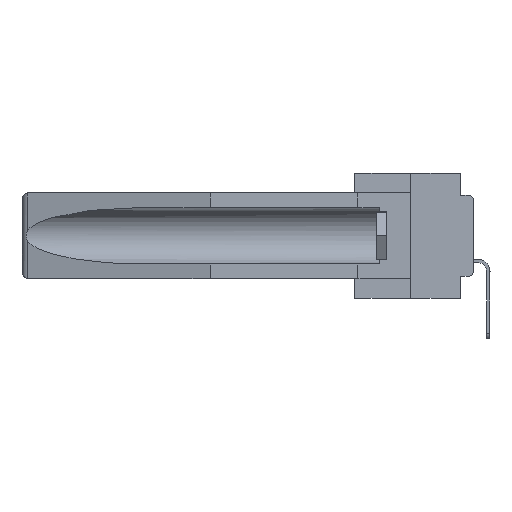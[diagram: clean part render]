
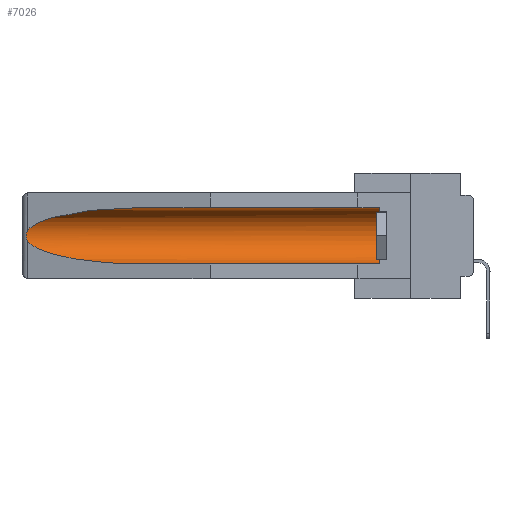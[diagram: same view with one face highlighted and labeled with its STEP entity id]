
A CAD part, left-side view. The second image highlights one B-rep face of the part: STEP entity #7026.
In plain terms, the highlighted cylindrical face has radius 2.857 mm (diameter 5.715 mm), a partial arc.
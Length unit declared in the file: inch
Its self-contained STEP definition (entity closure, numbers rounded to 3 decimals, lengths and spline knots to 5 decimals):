
#72 = VERTEX_POINT ( 'NONE', #18360 ) ;
#245 = CARTESIAN_POINT ( 'NONE',  ( 0.26537, 1.52718, -0.14972 ) ) ;
#1278 = ORIENTED_EDGE ( 'NONE', *, *, #11776, .T. ) ;
#2468 = CARTESIAN_POINT ( 'NONE',  ( 0.26655, 1.53094, -0.18657 ) ) ;
#2796 = CARTESIAN_POINT ( 'NONE',  ( 0.155, -0.30754, -0.284 ) ) ;
#3447 = DIRECTION ( 'NONE',  ( 0., 1., 0. ) ) ;
#3900 = CARTESIAN_POINT ( 'NONE',  ( 0.21114, 1.30732, -0.059 ) ) ;
#4150 = CARTESIAN_POINT ( 'NONE',  ( 0.155, 1.07973, -0.284 ) ) ;
#4696 = CARTESIAN_POINT ( 'NONE',  ( 0.2673, 1.53269, -0.17917 ) ) ;
#4723 = CARTESIAN_POINT ( 'NONE',  ( 0.26537, 1.52718, -0.14972 ) ) ;
#5009 = AXIS2_PLACEMENT_3D ( 'NONE', #17619, #22655, #27526 ) ;
#5283 = AXIS2_PLACEMENT_3D ( 'NONE', #20381, #3447, #25102 ) ;
#5353 = CARTESIAN_POINT ( 'NONE',  ( 0.155, 0.126, -0.284 ) ) ;
#6678 = CARTESIAN_POINT ( 'NONE',  ( 0.25451, 1.48313, -0.24835 ) ) ;
#7026 = ADVANCED_FACE ( 'NONE', ( #29983 ), #27460, .F. ) ;
#9364 = CARTESIAN_POINT ( 'NONE',  ( 0.21114, 1.30732, -0.284 ) ) ;
#9447 = CARTESIAN_POINT ( 'NONE',  ( 0.26597, 1.52961, -0.15275 ) ) ;
#9993 = VERTEX_POINT ( 'NONE', #19530 ) ;
#10058 = DIRECTION ( 'NONE',  ( 0., 1., 0. ) ) ;
#10472 = CARTESIAN_POINT ( 'NONE',  ( 0.26537, 1.52718, -0.14972 ) ) ;
#10984 = ORIENTED_EDGE ( 'NONE', *, *, #29921, .T. ) ;
#11155 = CARTESIAN_POINT ( 'NONE',  ( 0.155, 1.07973, -0.059 ) ) ;
#11493 = EDGE_CURVE ( 'NONE', #26137, #72, #18770, .T. ) ;
#11776 = EDGE_CURVE ( 'NONE', #9993, #21985, #30402, .T. ) ;
#11802 = ORIENTED_EDGE ( 'NONE', *, *, #31223, .T. ) ;
#12286 = LINE ( 'NONE', #2796, #15183 ) ;
#12300 =( BOUNDED_CURVE ( )  B_SPLINE_CURVE ( 3, ( #25542, #3900, #22340, #10472 ),
 .UNSPECIFIED., .F., .T. ) 
 B_SPLINE_CURVE_WITH_KNOTS ( ( 4, 4 ),
 ( 4.71239, 6.08839 ),
 .UNSPECIFIED. ) 
 CURVE ( )  GEOMETRIC_REPRESENTATION_ITEM ( )  RATIONAL_B_SPLINE_CURVE ( ( 1., 0.848, 0.848, 1. ) ) 
 REPRESENTATION_ITEM ( '' )  );
#12554 = VERTEX_POINT ( 'NONE', #19953 ) ;
#13822 = DIRECTION ( 'NONE',  ( 0., 1., 0. ) ) ;
#14340 = CARTESIAN_POINT ( 'NONE',  ( 0.2675, 1.53308, -0.17534 ) ) ;
#14606 = EDGE_CURVE ( 'NONE', #17296, #12554, #12286, .T. ) ;
#15183 = VECTOR ( 'NONE', #10058, 39.37008 ) ;
#16092 = ORIENTED_EDGE ( 'NONE', *, *, #11493, .T. ) ;
#17296 = VERTEX_POINT ( 'NONE', #5353 ) ;
#17619 = CARTESIAN_POINT ( 'NONE',  ( 0.155, 0.126, -0.1715 ) ) ;
#18360 = CARTESIAN_POINT ( 'NONE',  ( 0.26537, 1.52718, -0.19328 ) ) ;
#18770 = B_SPLINE_CURVE_WITH_KNOTS ( 'NONE', 3,
 ( #245, #9447, #26490, #23668, #23824, #14340, #4696, #2468, #28868, #28713 ),
 .UNSPECIFIED., .F., .F.,
 ( 4, 2, 2, 2, 4 ),
 ( 0., 0.00029, 0.00058, 0.00087, 0.00117 ),
 .UNSPECIFIED. ) ;
#19530 = CARTESIAN_POINT ( 'NONE',  ( 0.155, 0.126, -0.059 ) ) ;
#19953 = CARTESIAN_POINT ( 'NONE',  ( 0.155, 1.07973, -0.284 ) ) ;
#20381 = CARTESIAN_POINT ( 'NONE',  ( 0.155, -0.30754, -0.1715 ) ) ;
#20691 = ORIENTED_EDGE ( 'NONE', *, *, #14606, .F. ) ;
#21985 = VERTEX_POINT ( 'NONE', #11155 ) ;
#22340 = CARTESIAN_POINT ( 'NONE',  ( 0.25451, 1.48313, -0.09465 ) ) ;
#22494 = EDGE_LOOP ( 'NONE', ( #27070, #16092, #11802, #20691, #10984, #1278 ) ) ;
#22655 = DIRECTION ( 'NONE',  ( 0., -1., 0. ) ) ;
#23668 = CARTESIAN_POINT ( 'NONE',  ( 0.2673, 1.5327, -0.16383 ) ) ;
#23824 = CARTESIAN_POINT ( 'NONE',  ( 0.2675, 1.53308, -0.16763 ) ) ;
#24571 = VECTOR ( 'NONE', #13822, 39.37008 ) ;
#25102 = DIRECTION ( 'NONE',  ( 0., 0., 1. ) ) ;
#25195 = CIRCLE ( 'NONE', #5009, 0.1125 ) ;
#25198 =( BOUNDED_CURVE ( )  B_SPLINE_CURVE ( 3, ( #28642, #6678, #9364, #4150 ),
 .UNSPECIFIED., .F., .T. ) 
 B_SPLINE_CURVE_WITH_KNOTS ( ( 4, 4 ),
 ( 0.1948, 1.5708 ),
 .UNSPECIFIED. ) 
 CURVE ( )  GEOMETRIC_REPRESENTATION_ITEM ( )  RATIONAL_B_SPLINE_CURVE ( ( 1., 0.848, 0.848, 1. ) ) 
 REPRESENTATION_ITEM ( '' )  );
#25362 = CARTESIAN_POINT ( 'NONE',  ( 0.155, -0.30754, -0.059 ) ) ;
#25542 = CARTESIAN_POINT ( 'NONE',  ( 0.155, 1.07973, -0.059 ) ) ;
#26137 = VERTEX_POINT ( 'NONE', #4723 ) ;
#26490 = CARTESIAN_POINT ( 'NONE',  ( 0.26654, 1.53092, -0.15636 ) ) ;
#27070 = ORIENTED_EDGE ( 'NONE', *, *, #28209, .T. ) ;
#27460 = CYLINDRICAL_SURFACE ( 'NONE', #5283, 0.1125 ) ;
#27526 = DIRECTION ( 'NONE',  ( 0., 0., 1. ) ) ;
#28209 = EDGE_CURVE ( 'NONE', #21985, #26137, #12300, .T. ) ;
#28642 = CARTESIAN_POINT ( 'NONE',  ( 0.26537, 1.52718, -0.19328 ) ) ;
#28713 = CARTESIAN_POINT ( 'NONE',  ( 0.26537, 1.52718, -0.19328 ) ) ;
#28868 = CARTESIAN_POINT ( 'NONE',  ( 0.26597, 1.5296, -0.19026 ) ) ;
#29921 = EDGE_CURVE ( 'NONE', #17296, #9993, #25195, .T. ) ;
#29983 = FACE_OUTER_BOUND ( 'NONE', #22494, .T. ) ;
#30402 = LINE ( 'NONE', #25362, #24571 ) ;
#31223 = EDGE_CURVE ( 'NONE', #72, #12554, #25198, .T. ) ;
